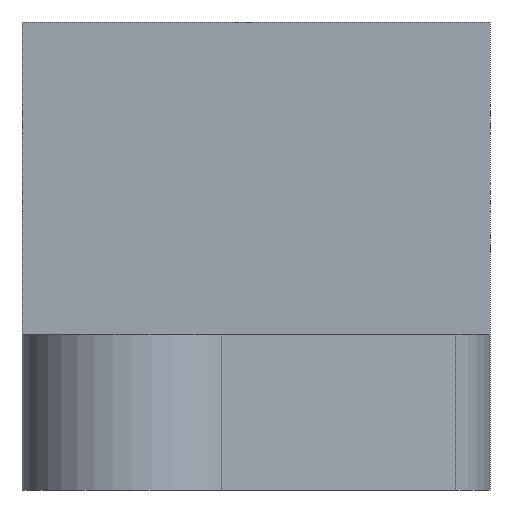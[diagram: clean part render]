
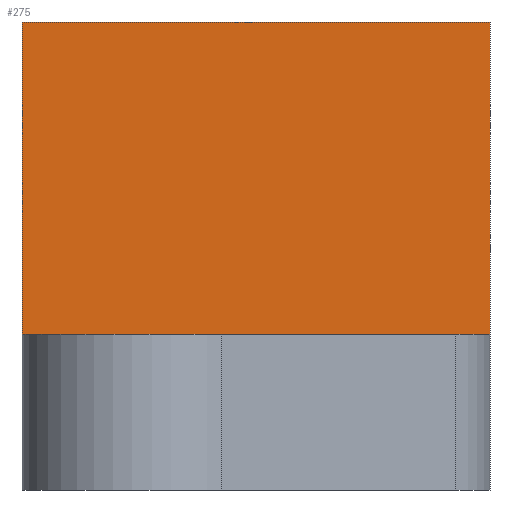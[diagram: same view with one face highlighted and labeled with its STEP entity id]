
A CAD part, front view. The second image highlights one B-rep face of the part: STEP entity #275.
In plain terms, the highlighted planar face has unit normal (0, -1, 0).
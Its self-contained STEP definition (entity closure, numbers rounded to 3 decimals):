
#21=LINE('',#441,#45);
#22=LINE('',#443,#46);
#23=LINE('',#445,#47);
#24=LINE('',#446,#48);
#45=VECTOR('',#361,10.);
#46=VECTOR('',#362,10.);
#47=VECTOR('',#363,10.);
#48=VECTOR('',#364,10.);
#79=FACE_OUTER_BOUND('',#97,.T.);
#97=EDGE_LOOP('',(#197,#198,#199,#200));
#131=VERTEX_POINT('',#439);
#132=VERTEX_POINT('',#440);
#133=VERTEX_POINT('',#442);
#134=VERTEX_POINT('',#444);
#157=EDGE_CURVE('',#131,#132,#21,.T.);
#158=EDGE_CURVE('',#133,#131,#22,.T.);
#159=EDGE_CURVE('',#134,#133,#23,.T.);
#160=EDGE_CURVE('',#134,#132,#24,.T.);
#197=ORIENTED_EDGE('',*,*,#157,.F.);
#198=ORIENTED_EDGE('',*,*,#158,.F.);
#199=ORIENTED_EDGE('',*,*,#159,.F.);
#200=ORIENTED_EDGE('',*,*,#160,.T.);
#261=PLANE('',#313);
#275=ADVANCED_FACE('',(#79),#261,.T.);
#313=AXIS2_PLACEMENT_3D('',#438,#359,#360);
#359=DIRECTION('center_axis',(0.,-1.,0.));
#360=DIRECTION('ref_axis',(-1.,0.,0.));
#361=DIRECTION('',(-1.,0.,0.));
#362=DIRECTION('',(0.,0.,-1.));
#363=DIRECTION('',(1.,0.,0.));
#364=DIRECTION('',(0.,0.,-1.));
#438=CARTESIAN_POINT('Origin',(15.,56.25,10.));
#439=CARTESIAN_POINT('',(15.,56.25,0.));
#440=CARTESIAN_POINT('',(0.,56.25,0.));
#441=CARTESIAN_POINT('',(11.25,56.25,0.));
#442=CARTESIAN_POINT('',(15.,56.25,10.));
#443=CARTESIAN_POINT('',(15.,56.25,10.));
#444=CARTESIAN_POINT('',(0.,56.25,10.));
#445=CARTESIAN_POINT('',(0.,56.25,10.));
#446=CARTESIAN_POINT('',(0.,56.25,10.));
